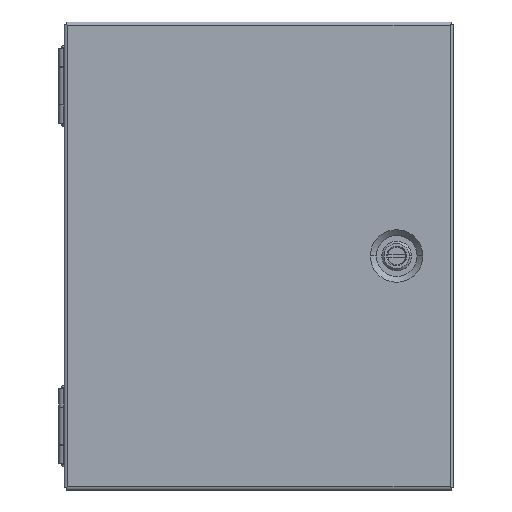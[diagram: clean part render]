
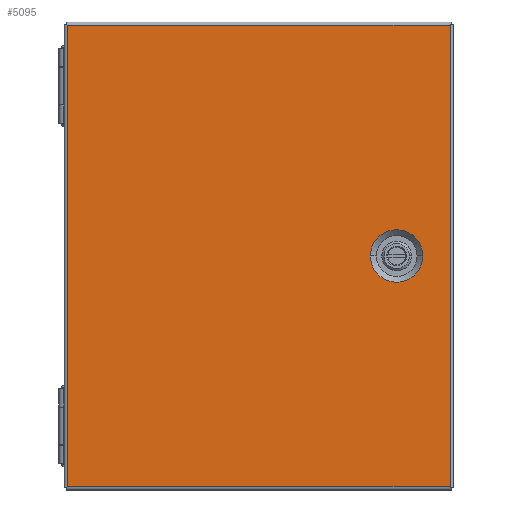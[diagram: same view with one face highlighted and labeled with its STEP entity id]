
A CAD part, top view. The second image highlights one B-rep face of the part: STEP entity #5095.
In plain terms, the highlighted planar face has unit normal (0, 0, 1).
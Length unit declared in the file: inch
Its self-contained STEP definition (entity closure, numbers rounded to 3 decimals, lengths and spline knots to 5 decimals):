
#64 = EDGE_CURVE ( 'NONE', #2026, #5264, #22703, .T. ) ;
#384 = ORIENTED_EDGE ( 'NONE', *, *, #19330, .T. ) ;
#495 = VECTOR ( 'NONE', #9258, 39.37008 ) ;
#1362 = LINE ( 'NONE', #21997, #495 ) ;
#1375 = FACE_OUTER_BOUND ( 'NONE', #12121, .T. ) ;
#1543 = CARTESIAN_POINT ( 'NONE',  ( 2.93361, 0., 6.118 ) ) ;
#1871 = PLANE ( 'NONE',  #9263 ) ;
#2026 = VERTEX_POINT ( 'NONE', #1543 ) ;
#2111 = CARTESIAN_POINT ( 'NONE',  ( 5.0425, -6.104, 6.118 ) ) ;
#2478 = AXIS2_PLACEMENT_3D ( 'NONE', #4698, #17603, #8744 ) ;
#2796 = CARTESIAN_POINT ( 'NONE',  ( 5.0425, -6.104, 6.118 ) ) ;
#3907 = VECTOR ( 'NONE', #16668, 39.37008 ) ;
#4220 = CARTESIAN_POINT ( 'NONE',  ( 5.0425, -6.104, 6.118 ) ) ;
#4698 = CARTESIAN_POINT ( 'NONE',  ( 3.6285, 0., 6.118 ) ) ;
#5095 = ADVANCED_FACE ( 'NONE', ( #16102, #1375 ), #1871, .T. ) ;
#5264 = VERTEX_POINT ( 'NONE', #8022 ) ;
#5859 = CARTESIAN_POINT ( 'NONE',  ( 5.0425, -6.104, 6.118 ) ) ;
#6025 = VERTEX_POINT ( 'NONE', #14243 ) ;
#7296 = ORIENTED_EDGE ( 'NONE', *, *, #64, .T. ) ;
#7410 = VERTEX_POINT ( 'NONE', #14001 ) ;
#8022 = CARTESIAN_POINT ( 'NONE',  ( 4.32339, 0., 6.118 ) ) ;
#8276 = VECTOR ( 'NONE', #20625, 39.37008 ) ;
#8678 = EDGE_CURVE ( 'NONE', #5264, #2026, #15164, .T. ) ;
#8744 = DIRECTION ( 'NONE',  ( 1., 0., 0. ) ) ;
#8953 = ORIENTED_EDGE ( 'NONE', *, *, #13970, .T. ) ;
#9258 = DIRECTION ( 'NONE',  ( -1., 0., 0. ) ) ;
#9263 = AXIS2_PLACEMENT_3D ( 'NONE', #2111, #22295, #16955 ) ;
#9699 = DIRECTION ( 'NONE',  ( 0., -1., 0. ) ) ;
#9826 = LINE ( 'NONE', #9944, #10397 ) ;
#9944 = CARTESIAN_POINT ( 'NONE',  ( -5.0855, -6.104, 6.118 ) ) ;
#10397 = VECTOR ( 'NONE', #9699, 39.37008 ) ;
#10643 = ORIENTED_EDGE ( 'NONE', *, *, #20245, .T. ) ;
#12121 = EDGE_LOOP ( 'NONE', ( #22152, #384, #10643, #8953 ) ) ;
#12676 = DIRECTION ( 'NONE',  ( 0., 0., -1. ) ) ;
#13970 = EDGE_CURVE ( 'NONE', #22665, #6025, #14337, .T. ) ;
#14001 = CARTESIAN_POINT ( 'NONE',  ( -5.0855, -6.104, 6.118 ) ) ;
#14243 = CARTESIAN_POINT ( 'NONE',  ( 5.0425, 6.104, 6.118 ) ) ;
#14337 = LINE ( 'NONE', #5859, #3907 ) ;
#14590 = LINE ( 'NONE', #4220, #8276 ) ;
#15164 = CIRCLE ( 'NONE', #17862, 0.69489 ) ;
#16102 = FACE_BOUND ( 'NONE', #18901, .T. ) ;
#16668 = DIRECTION ( 'NONE',  ( 0., 1., 0. ) ) ;
#16955 = DIRECTION ( 'NONE',  ( 1., 0., 0. ) ) ;
#17407 = EDGE_CURVE ( 'NONE', #6025, #21277, #1362, .T. ) ;
#17603 = DIRECTION ( 'NONE',  ( 0., 0., -1. ) ) ;
#17862 = AXIS2_PLACEMENT_3D ( 'NONE', #21689, #12676, #19302 ) ;
#18901 = EDGE_LOOP ( 'NONE', ( #22846, #7296 ) ) ;
#19302 = DIRECTION ( 'NONE',  ( 1., 0., 0. ) ) ;
#19330 = EDGE_CURVE ( 'NONE', #21277, #7410, #9826, .T. ) ;
#20245 = EDGE_CURVE ( 'NONE', #7410, #22665, #14590, .T. ) ;
#20625 = DIRECTION ( 'NONE',  ( 1., 0., 0. ) ) ;
#21277 = VERTEX_POINT ( 'NONE', #23477 ) ;
#21689 = CARTESIAN_POINT ( 'NONE',  ( 3.6285, 0., 6.118 ) ) ;
#21997 = CARTESIAN_POINT ( 'NONE',  ( 5.0425, 6.104, 6.118 ) ) ;
#22152 = ORIENTED_EDGE ( 'NONE', *, *, #17407, .T. ) ;
#22295 = DIRECTION ( 'NONE',  ( 0., 0., 1. ) ) ;
#22665 = VERTEX_POINT ( 'NONE', #2796 ) ;
#22703 = CIRCLE ( 'NONE', #2478, 0.69489 ) ;
#22846 = ORIENTED_EDGE ( 'NONE', *, *, #8678, .T. ) ;
#23477 = CARTESIAN_POINT ( 'NONE',  ( -5.0855, 6.104, 6.118 ) ) ;
